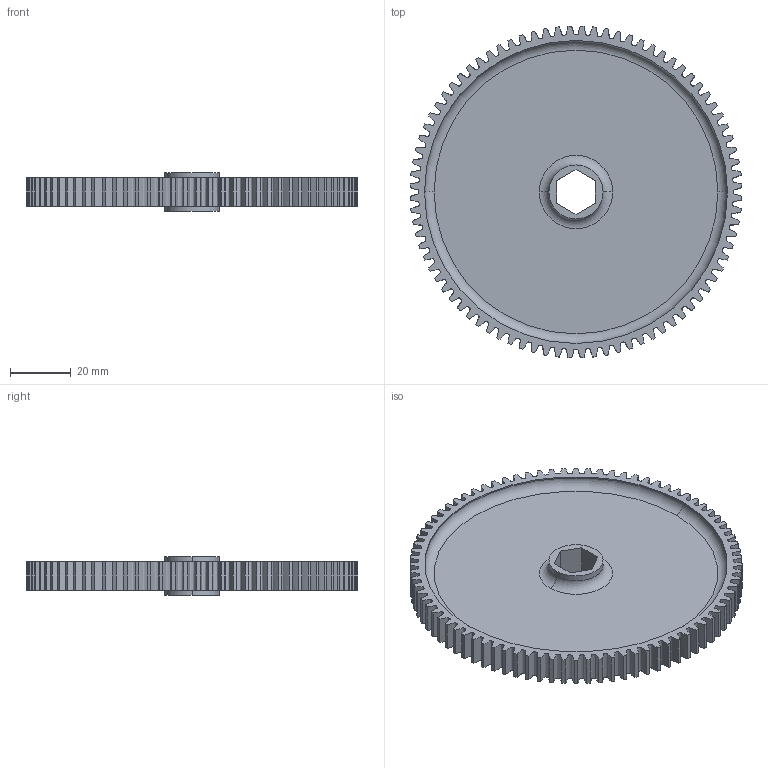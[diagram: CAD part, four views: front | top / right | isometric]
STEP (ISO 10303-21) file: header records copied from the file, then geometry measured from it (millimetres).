
FILE_DESCRIPTION (( 'STEP AP214' ), '1' );
FILE_NAME ('WCP-0124 Rev1.STEP', '2017-01-03T06:26:19', ( '' ), ( '' ), 'SwSTEP 2.0', 'SolidWorks 2016', '' );
FILE_SCHEMA (( 'AUTOMOTIVE_DESIGN' ));
Length unit declared in the file: inch
Products named in the file (1): WCP-0124 Rev1
Bounding box: 109.18 x 109.18 x 12.65 mm (x, y, z)
Volume: 33364.6 mm3; surface area: 26433.3 mm2
Topology: 1 solids, 1 shells, 196 faces, 562 edges, 372 vertices
Faces by surface type: cylinder 92, bspline 84, plane 12, torus 8
Entity records: 31538 total; most frequent: CARTESIAN_POINT 26751, ORIENTED_EDGE 1124, DIRECTION 820, EDGE_CURVE 562, VERTEX_POINT 372, AXIS2_PLACEMENT_3D 313, EDGE_LOOP 202, CIRCLE 200
